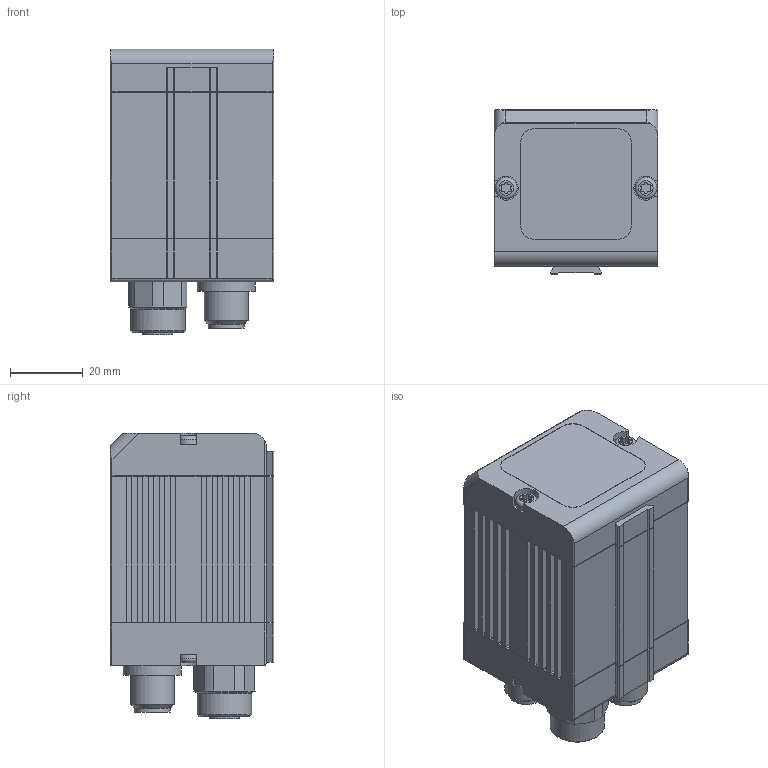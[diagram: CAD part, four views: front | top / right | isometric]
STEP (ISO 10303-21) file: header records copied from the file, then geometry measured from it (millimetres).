
FILE_DESCRIPTION( ( 'STEP AP214' ), '1' );
FILE_NAME( '2930237_SBSI-B-R3B-F12-R-D.stp', ' ', ( ' ' ), ( ' ' ), 'PSStep 15.0.47', 'PARTsolutions', ' ' );
FILE_SCHEMA( ( 'AUTOMOTIVE_DESIGN { 1 0 10303 214 1 1 1 1 }' ) );
Length unit declared in the file: millimetre
Products named in the file (1): _2930237 SBSI-B-R3B-F12-R-D
Bounding box: 45 x 45 x 78.6 mm (x, y, z)
Volume: 126955.2 mm3; surface area: 21612.4 mm2
Topology: 1 solids, 1 shells, 420 faces, 1107 edges, 713 vertices
Faces by surface type: plane 268, cylinder 126, sphere 17, cone 5, torus 4
Full cylindrical faces by diameter (mm): 0.7 x12, 1 x5, 1.2 x4, 6 x4, 8.3 x2, 9.853 x2, 10.106 x1, 12 x2, 15 x1, 16 x2
Entity records: 15577 total; most frequent: CARTESIAN_POINT 2217, DIRECTION 2063, ORIENTED_EDGE 1982, EDGE_CURVE 991, LINE 725, VECTOR 725, VERTEX_POINT 675, AXIS2_PLACEMENT_3D 669
